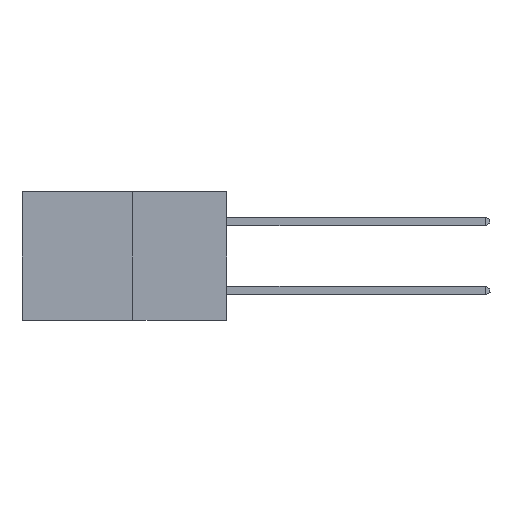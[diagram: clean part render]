
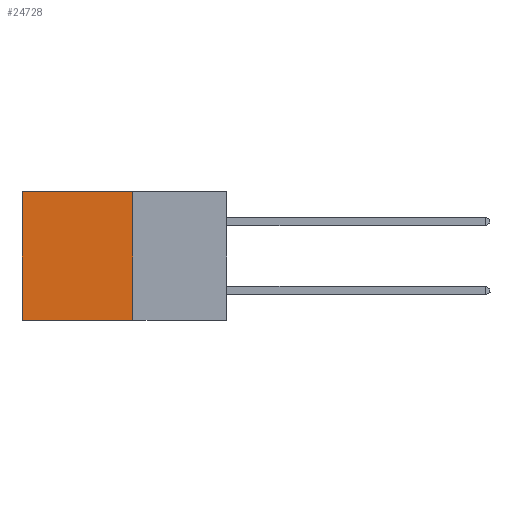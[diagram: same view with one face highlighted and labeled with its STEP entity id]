
A CAD part, left-side view. The second image highlights one B-rep face of the part: STEP entity #24728.
In plain terms, the highlighted planar face has unit normal (-1, 0, 0).
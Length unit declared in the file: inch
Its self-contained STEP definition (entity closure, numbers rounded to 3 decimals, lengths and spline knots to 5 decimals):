
#702 = CARTESIAN_POINT ( 'NONE',  ( 0.277, 0.27, -0.37 ) ) ;
#1364 = EDGE_CURVE ( 'NONE', #4349, #8652, #8625, .T. ) ;
#1407 = FACE_OUTER_BOUND ( 'NONE', #3339, .T. ) ;
#2094 = DIRECTION ( 'NONE',  ( 0., 0., -1. ) ) ;
#2341 = VECTOR ( 'NONE', #7009, 39.37008 ) ;
#3036 = LINE ( 'NONE', #17781, #2341 ) ;
#3339 = EDGE_LOOP ( 'NONE', ( #8217, #19407, #13864, #18501 ) ) ;
#4173 = VECTOR ( 'NONE', #20543, 39.37008 ) ;
#4349 = VERTEX_POINT ( 'NONE', #5487 ) ;
#5227 = CARTESIAN_POINT ( 'NONE',  ( 0.277, 0.27, -0.37 ) ) ;
#5487 = CARTESIAN_POINT ( 'NONE',  ( 0.277, 0.59, 0. ) ) ;
#6136 = DIRECTION ( 'NONE',  ( 0., 0., -1. ) ) ;
#6168 = VERTEX_POINT ( 'NONE', #702 ) ;
#7009 = DIRECTION ( 'NONE',  ( 0., 1., 0. ) ) ;
#7563 = VECTOR ( 'NONE', #6136, 39.37008 ) ;
#8217 = ORIENTED_EDGE ( 'NONE', *, *, #1364, .T. ) ;
#8625 = LINE ( 'NONE', #14750, #13704 ) ;
#8652 = VERTEX_POINT ( 'NONE', #9103 ) ;
#9015 = VERTEX_POINT ( 'NONE', #21099 ) ;
#9103 = CARTESIAN_POINT ( 'NONE',  ( 0.277, 0.59, -0.37 ) ) ;
#9553 = PLANE ( 'NONE',  #21593 ) ;
#11710 = DIRECTION ( 'NONE',  ( 0., 0., -1. ) ) ;
#12597 = EDGE_CURVE ( 'NONE', #9015, #4349, #22061, .T. ) ;
#13281 = LINE ( 'NONE', #19040, #7563 ) ;
#13704 = VECTOR ( 'NONE', #2094, 39.37008 ) ;
#13864 = ORIENTED_EDGE ( 'NONE', *, *, #17320, .F. ) ;
#14750 = CARTESIAN_POINT ( 'NONE',  ( 0.277, 0.59, -0.37 ) ) ;
#17320 = EDGE_CURVE ( 'NONE', #9015, #6168, #13281, .T. ) ;
#17781 = CARTESIAN_POINT ( 'NONE',  ( 0.277, 0.27, -0.37 ) ) ;
#18501 = ORIENTED_EDGE ( 'NONE', *, *, #12597, .T. ) ;
#19040 = CARTESIAN_POINT ( 'NONE',  ( 0.277, 0.27, -0.37 ) ) ;
#19096 = EDGE_CURVE ( 'NONE', #6168, #8652, #3036, .T. ) ;
#19407 = ORIENTED_EDGE ( 'NONE', *, *, #19096, .F. ) ;
#20543 = DIRECTION ( 'NONE',  ( 0., 1., 0. ) ) ;
#21099 = CARTESIAN_POINT ( 'NONE',  ( 0.277, 0.27, 0. ) ) ;
#21593 = AXIS2_PLACEMENT_3D ( 'NONE', #5227, #24649, #11710 ) ;
#22061 = LINE ( 'NONE', #26954, #4173 ) ;
#24649 = DIRECTION ( 'NONE',  ( 1., 0., 0. ) ) ;
#24728 = ADVANCED_FACE ( 'NONE', ( #1407 ), #9553, .F. ) ;
#26954 = CARTESIAN_POINT ( 'NONE',  ( 0.277, 0.27, 0. ) ) ;
